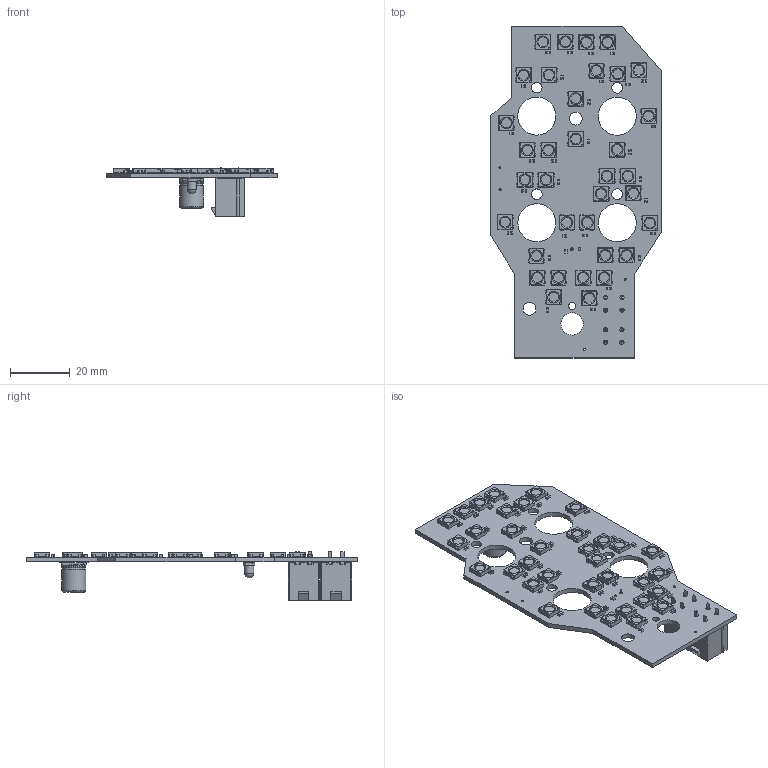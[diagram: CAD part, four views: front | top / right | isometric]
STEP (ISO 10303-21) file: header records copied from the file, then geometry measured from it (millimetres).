
FILE_DESCRIPTION(('KiCad electronic assembly'),'2;1');
FILE_NAME('SIM POWER PANEL.step','2023-05-29T22:27:36',('Pcbnew'),( 'Kicad'),'Open CASCADE STEP processor 7.6','KiCad to STEP converter' ,'Unknown');
FILE_SCHEMA(('AUTOMOTIVE_DESIGN { 1 0 10303 214 1 1 1 1 }'));
Length unit declared in the file: millimetre
Products named in the file (14): SIM POWER PANEL 1; LED_WS2812B_PLCC4_5.0x5.0mm_P3.2mm; SOLID; R_0603_1608Metric; C_0603_1608Metric; CP_Elec_8x10; LED_D3.0mm_GREEN; Molex_Mini-Fit_Jr_5566-04A_2x02_P4.20mm_Vertical; SIM POWER PANEL PCB
Assembly tree (76 placements, depth 3):
  SIM POWER PANEL 1
    LED_WS2812B_PLCC4_5.0x5.0mm_P3.2mm  x35
      SOLID
    R_0603_1608Metric
      SOLID
    C_0603_1608Metric  x29
      SOLID
    CP_Elec_8x10
      SOLID
    LED_D3.0mm_GREEN
      SOLID
    Molex_Mini-Fit_Jr_5566-04A_2x02_P4.20mm_Vertical  x2
      SOLID
    SIM POWER PANEL PCB
Bounding box: 57 x 111 x 16.3 mm (x, y, z)
Volume: 10845.5 mm3; surface area: 17260.5 mm2
Topology: 70 solids, 70 shells, 3572 faces, 10127 edges, 6674 vertices
Faces by surface type: plane 2363, cylinder 1166, cone 35, torus 4, bspline 2, revolution 1, sphere 1
Full cylindrical faces by diameter (mm): 0.7 x4, 0.9 x2, 1.4 x8, 2.38 x1, 3 x1, 3.333 x35, 3.572 x4, 4.3 x2, 7.54 x1, 8 x2, 12.7 x4
Entity records: 25994 total; most frequent: CARTESIAN_POINT 5119, DIRECTION 3689, LINE 2456, VECTOR 2456, ORIENTED_EDGE 1870, PCURVE 1870, DEFINITIONAL_REPRESENTATION 1870, EDGE_CURVE 935
